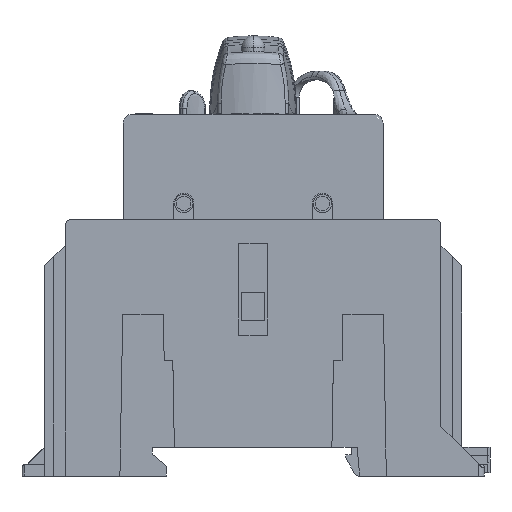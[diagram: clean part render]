
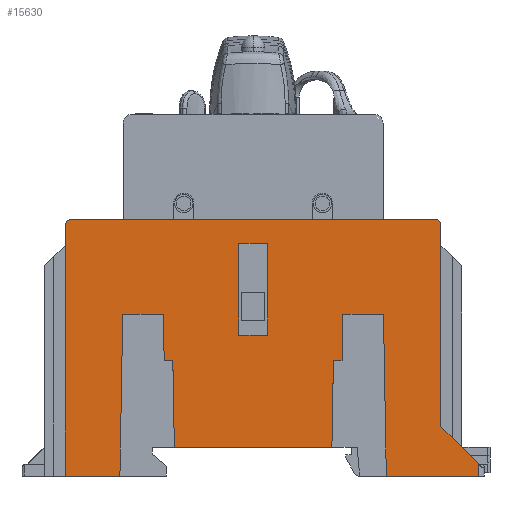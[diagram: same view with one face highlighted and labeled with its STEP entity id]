
A CAD part, left-side view. The second image highlights one B-rep face of the part: STEP entity #15630.
In plain terms, the highlighted planar face has unit normal (-1, 0, 0).
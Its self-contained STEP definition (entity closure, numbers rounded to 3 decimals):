
#1467=DIRECTION('',(0.,-1.,0.));
#1468=VECTOR('',#1467,2.1);
#1469=CARTESIAN_POINT('',(-18.,2.1,39.));
#1470=LINE('',#1469,#1468);
#1471=DIRECTION('',(0.,0.,-1.));
#1472=VECTOR('',#1471,5.);
#1473=CARTESIAN_POINT('',(-18.,24.4,2.5));
#1474=LINE('',#1473,#1472);
#1475=DIRECTION('',(0.,-1.,0.));
#1476=VECTOR('',#1475,15.9);
#1477=CARTESIAN_POINT('',(-18.,40.3,2.5));
#1478=LINE('',#1477,#1476);
#1479=DIRECTION('',(0.,0.,1.));
#1480=VECTOR('',#1479,5.);
#1481=CARTESIAN_POINT('',(-18.,40.3,-2.5));
#1482=LINE('',#1481,#1480);
#1483=DIRECTION('',(0.,1.,0.));
#1484=VECTOR('',#1483,15.9);
#1485=CARTESIAN_POINT('',(-18.,24.4,-2.5));
#1486=LINE('',#1485,#1484);
#1487=DIRECTION('',(0.,0.,-1.));
#1488=VECTOR('',#1487,15.946);
#1489=CARTESIAN_POINT('',(-18.,0.,39.));
#1490=LINE('',#1489,#1488);
#1491=DIRECTION('',(0.,0.,1.));
#1492=VECTOR('',#1491,7.03);
#1493=CARTESIAN_POINT('',(-18.,28.,15.535));
#1494=LINE('',#1493,#1492);
#1495=DIRECTION('',(0.,0.,1.));
#1496=VECTOR('',#1495,1.5);
#1497=CARTESIAN_POINT('',(-18.,20.,13.895));
#1498=LINE('',#1497,#1496);
#1499=DIRECTION('',(0.,1.,0.017));
#1500=VECTOR('',#1499,15.002);
#1501=CARTESIAN_POINT('',(-18.,5.,13.633));
#1502=LINE('',#1501,#1500);
#1503=DIRECTION('',(0.,0.,-1.));
#1504=VECTOR('',#1503,27.267);
#1505=CARTESIAN_POINT('',(-18.,5.,13.633));
#1506=LINE('',#1505,#1504);
#1507=DIRECTION('',(0.,1.,-0.017));
#1508=VECTOR('',#1507,15.002);
#1509=CARTESIAN_POINT('',(-18.,5.,-13.633));
#1510=LINE('',#1509,#1508);
#1511=DIRECTION('',(0.,0.,-1.));
#1512=VECTOR('',#1511,1.5);
#1513=CARTESIAN_POINT('',(-18.,20.,-13.895));
#1514=LINE('',#1513,#1512);
#1515=DIRECTION('',(0.,0.,-1.));
#1516=VECTOR('',#1515,7.03);
#1517=CARTESIAN_POINT('',(-18.,28.,-15.535));
#1518=LINE('',#1517,#1516);
#1519=DIRECTION('',(0.,0.,-1.));
#1520=VECTOR('',#1519,9.446);
#1521=CARTESIAN_POINT('',(-18.,0.,-23.054));
#1522=LINE('',#1521,#1520);
#1523=DIRECTION('',(0.,1.,0.));
#1524=VECTOR('',#1523,43.4);
#1525=CARTESIAN_POINT('',(-18.,0.,-32.5));
#1526=LINE('',#1525,#1524);
#1527=DIRECTION('',(0.,-1.,0.));
#1528=VECTOR('',#1527,34.8);
#1529=CARTESIAN_POINT('',(-18.,43.4,32.5));
#1530=LINE('',#1529,#1528);
#1531=DIRECTION('',(0.,-0.707,0.707));
#1532=VECTOR('',#1531,9.192);
#1533=CARTESIAN_POINT('',(-18.,8.6,32.5));
#1534=LINE('',#1533,#1532);
#1619=DIRECTION('',(0.,-1.,0.017));
#1620=VECTOR('',#1619,28.004);
#1621=CARTESIAN_POINT('',(-18.,28.,22.565));
#1622=LINE('',#1621,#1620);
#1651=DIRECTION('',(0.,1.,0.017));
#1652=VECTOR('',#1651,8.001);
#1653=CARTESIAN_POINT('',(-18.,20.,15.395));
#1654=LINE('',#1653,#1652);
#1711=DIRECTION('',(0.,-1.,0.017));
#1712=VECTOR('',#1711,8.001);
#1713=CARTESIAN_POINT('',(-18.,28.,-15.535));
#1714=LINE('',#1713,#1712);
#1739=DIRECTION('',(0.,1.,0.017));
#1740=VECTOR('',#1739,28.004);
#1741=CARTESIAN_POINT('',(-18.,0.,-23.054));
#1742=LINE('',#1741,#1740);
#2394=DIRECTION('',(0.,0.,-1.));
#2395=VECTOR('',#2394,63.);
#2396=CARTESIAN_POINT('',(-18.,44.4,31.5));
#2397=LINE('',#2396,#2395);
#8198=CARTESIAN_POINT('',(-18.,43.4,-31.5));
#8199=DIRECTION('',(-1.,0.,0.));
#8200=DIRECTION('',(0.,1.,0.));
#8201=AXIS2_PLACEMENT_3D('',#8198,#8199,#8200);
#9732=CARTESIAN_POINT('',(-18.,43.4,31.5));
#9733=DIRECTION('',(-1.,0.,0.));
#9734=DIRECTION('',(0.,0.,1.));
#9735=AXIS2_PLACEMENT_3D('',#9732,#9733,#9734);
#10517=CARTESIAN_POINT('',(-18.,0.,-23.054));
#10518=VERTEX_POINT('',#10517);
#10519=CARTESIAN_POINT('',(-18.,0.,-32.5));
#10520=VERTEX_POINT('',#10519);
#10525=CARTESIAN_POINT('',(-18.,28.,-15.535));
#10526=CARTESIAN_POINT('',(-18.,28.,-22.565));
#10527=VERTEX_POINT('',#10525);
#10528=VERTEX_POINT('',#10526);
#10533=CARTESIAN_POINT('',(-18.,5.,-13.633));
#10534=CARTESIAN_POINT('',(-18.,20.,-13.895));
#10535=VERTEX_POINT('',#10533);
#10536=VERTEX_POINT('',#10534);
#10537=CARTESIAN_POINT('',(-18.,20.,-15.395));
#10538=VERTEX_POINT('',#10537);
#10553=CARTESIAN_POINT('',(-18.,0.,23.054));
#10554=VERTEX_POINT('',#10553);
#10561=CARTESIAN_POINT('',(-18.,28.,15.535));
#10562=CARTESIAN_POINT('',(-18.,28.,22.565));
#10563=VERTEX_POINT('',#10561);
#10564=VERTEX_POINT('',#10562);
#10569=CARTESIAN_POINT('',(-18.,5.,13.633));
#10570=CARTESIAN_POINT('',(-18.,20.,13.895));
#10571=VERTEX_POINT('',#10569);
#10572=VERTEX_POINT('',#10570);
#10573=CARTESIAN_POINT('',(-18.,20.,15.395));
#10574=VERTEX_POINT('',#10573);
#10819=CARTESIAN_POINT('',(-18.,8.6,32.5));
#10820=VERTEX_POINT('',#10819);
#10883=CARTESIAN_POINT('',(-18.,24.4,2.5));
#10884=CARTESIAN_POINT('',(-18.,24.4,-2.5));
#10885=VERTEX_POINT('',#10883);
#10886=VERTEX_POINT('',#10884);
#10887=CARTESIAN_POINT('',(-18.,40.3,-2.5));
#10888=VERTEX_POINT('',#10887);
#10889=CARTESIAN_POINT('',(-18.,40.3,2.5));
#10890=VERTEX_POINT('',#10889);
#11411=CARTESIAN_POINT('',(-18.,43.4,-32.5));
#11412=VERTEX_POINT('',#11411);
#11427=CARTESIAN_POINT('',(-18.,43.4,32.5));
#11428=VERTEX_POINT('',#11427);
#13267=CARTESIAN_POINT('',(-18.,2.1,39.));
#13268=CARTESIAN_POINT('',(-18.,0.,39.));
#13269=VERTEX_POINT('',#13267);
#13270=VERTEX_POINT('',#13268);
#13531=CARTESIAN_POINT('',(-18.,44.4,31.5));
#13532=VERTEX_POINT('',#13531);
#13583=CARTESIAN_POINT('',(-18.,44.4,-31.5));
#13584=VERTEX_POINT('',#13583);
#15577=CARTESIAN_POINT('',(-18.,0.,0.));
#15578=DIRECTION('',(1.,0.,0.));
#15579=DIRECTION('',(0.,0.,-1.));
#15580=AXIS2_PLACEMENT_3D('',#15577,#15578,#15579);
#15581=PLANE('',#15580);
#15582=ORIENTED_EDGE('',*,*,#15570,.T.);
#15583=ORIENTED_EDGE('',*,*,#13704,.T.);
#15585=ORIENTED_EDGE('',*,*,#15584,.F.);
#15587=ORIENTED_EDGE('',*,*,#15586,.F.);
#15589=ORIENTED_EDGE('',*,*,#15588,.F.);
#15591=ORIENTED_EDGE('',*,*,#15590,.F.);
#15593=ORIENTED_EDGE('',*,*,#15592,.F.);
#15594=ORIENTED_EDGE('',*,*,#14898,.T.);
#15596=ORIENTED_EDGE('',*,*,#15595,.T.);
#15598=ORIENTED_EDGE('',*,*,#15597,.T.);
#15600=ORIENTED_EDGE('',*,*,#15599,.F.);
#15602=ORIENTED_EDGE('',*,*,#15601,.T.);
#15604=ORIENTED_EDGE('',*,*,#15603,.F.);
#15606=ORIENTED_EDGE('',*,*,#15605,.T.);
#15608=ORIENTED_EDGE('',*,*,#15607,.T.);
#15610=ORIENTED_EDGE('',*,*,#15609,.F.);
#15612=ORIENTED_EDGE('',*,*,#15611,.F.);
#15614=ORIENTED_EDGE('',*,*,#15613,.F.);
#15615=ORIENTED_EDGE('',*,*,#13734,.T.);
#15617=ORIENTED_EDGE('',*,*,#15616,.T.);
#15618=EDGE_LOOP('',(#15582,#15583,#15585,#15587,#15589,#15591,#15593,#15594,
#15596,#15598,#15600,#15602,#15604,#15606,#15608,#15610,#15612,#15614,#15615,
#15617));
#15619=FACE_OUTER_BOUND('',#15618,.F.);
#15621=ORIENTED_EDGE('',*,*,#15620,.F.);
#15623=ORIENTED_EDGE('',*,*,#15622,.F.);
#15625=ORIENTED_EDGE('',*,*,#15624,.F.);
#15627=ORIENTED_EDGE('',*,*,#15626,.F.);
#15628=EDGE_LOOP('',(#15621,#15623,#15625,#15627));
#15629=FACE_BOUND('',#15628,.F.);
#15630=ADVANCED_FACE('',(#15619,#15629),#15581,.F.);
#8202=CIRCLE('',#8201,1.);
#9736=CIRCLE('',#9735,1.);
#13704=EDGE_CURVE('',#13270,#10554,#1490,.T.);
#13734=EDGE_CURVE('',#11428,#10820,#1530,.T.);
#14898=EDGE_CURVE('',#10571,#10535,#1506,.T.);
#15570=EDGE_CURVE('',#13269,#13270,#1470,.T.);
#15584=EDGE_CURVE('',#10564,#10554,#1622,.T.);
#15586=EDGE_CURVE('',#10563,#10564,#1494,.T.);
#15588=EDGE_CURVE('',#10574,#10563,#1654,.T.);
#15590=EDGE_CURVE('',#10572,#10574,#1498,.T.);
#15592=EDGE_CURVE('',#10571,#10572,#1502,.T.);
#15595=EDGE_CURVE('',#10535,#10536,#1510,.T.);
#15597=EDGE_CURVE('',#10536,#10538,#1514,.T.);
#15599=EDGE_CURVE('',#10527,#10538,#1714,.T.);
#15601=EDGE_CURVE('',#10527,#10528,#1518,.T.);
#15603=EDGE_CURVE('',#10518,#10528,#1742,.T.);
#15605=EDGE_CURVE('',#10518,#10520,#1522,.T.);
#15607=EDGE_CURVE('',#10520,#11412,#1526,.T.);
#15609=EDGE_CURVE('',#13584,#11412,#8202,.T.);
#15611=EDGE_CURVE('',#13532,#13584,#2397,.T.);
#15613=EDGE_CURVE('',#11428,#13532,#9736,.T.);
#15616=EDGE_CURVE('',#10820,#13269,#1534,.T.);
#15620=EDGE_CURVE('',#10885,#10886,#1474,.T.);
#15622=EDGE_CURVE('',#10890,#10885,#1478,.T.);
#15624=EDGE_CURVE('',#10888,#10890,#1482,.T.);
#15626=EDGE_CURVE('',#10886,#10888,#1486,.T.);
